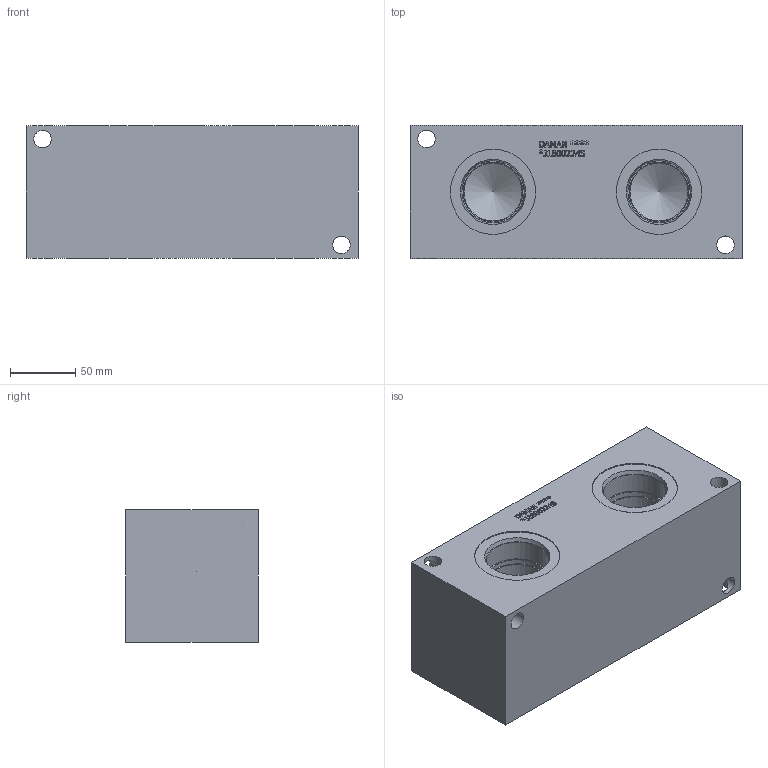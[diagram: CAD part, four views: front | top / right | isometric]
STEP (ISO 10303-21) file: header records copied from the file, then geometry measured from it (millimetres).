
FILE_DESCRIPTION(/* description */ (''),/* implementation_level */ '2;1');
FILE_NAME(/* name */ '_J1800224S.stp',/* time_stamp */ '2020-05-05T15:31:56-04:00',/* author */ ('devonn'),/* organization */ (''),/* preprocessor_version */ 'ST-DEVELOPER v17',/* originating_system */ 'Autodesk Inventor 2019',/* authorisation */ '');
FILE_SCHEMA (('AUTOMOTIVE_DESIGN { 1 0 10303 214 3 1 1 }'));
Length unit declared in the file: millimetre
Products named in the file (1): Part_AJ1800224S_3D
Bounding box: 254 x 101.6 x 101.6 mm (x, y, z)
Volume: 2285901.1 mm3; surface area: 160885.2 mm2
Topology: 1 solids, 1 shells, 370 faces, 1011 edges, 674 vertices
Faces by surface type: plane 231, bspline 95, cylinder 28, cone 16
Full cylindrical faces by diameter (mm): 13.487 x8, 44.45 x4, 45.568 x4, 47.625 x4, 48.057 x4, 65.126 x4
Entity records: 12469 total; most frequent: CARTESIAN_POINT 3287, ORIENTED_EDGE 2014, DIRECTION 1465, EDGE_CURVE 1007, LINE 721, VECTOR 721, VERTEX_POINT 674, EDGE_LOOP 417
